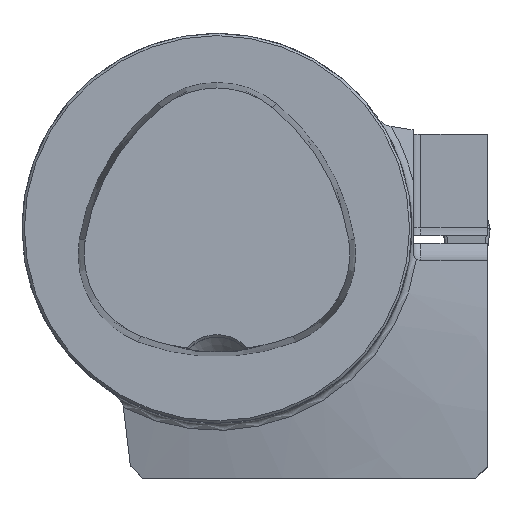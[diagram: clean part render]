
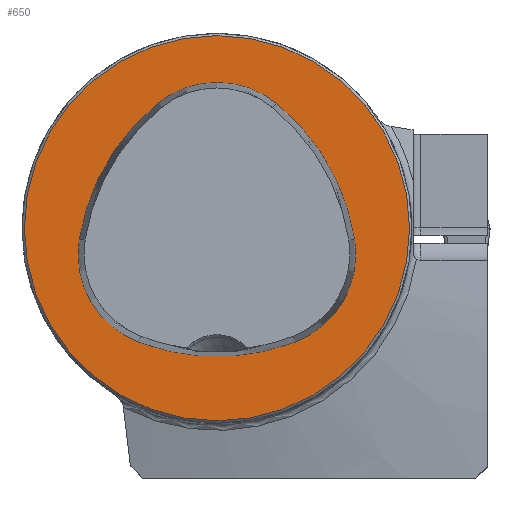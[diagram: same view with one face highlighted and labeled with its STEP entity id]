
A CAD part, top view. The second image highlights one B-rep face of the part: STEP entity #650.
In plain terms, the highlighted planar face has unit normal (0, 0, 1).
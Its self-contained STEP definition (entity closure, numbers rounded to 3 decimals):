
#111=FACE_BOUND('',#891,.T.);
#112=FACE_BOUND('',#892,.T.);
#174=PLANE('',#2322);
#650=ADVANCED_FACE('CU_FL_N1_SU_1',(#111,#112),#174,.T.);
#891=EDGE_LOOP('',(#1236,#1237,#1238,#1239,#1240,#1241));
#892=EDGE_LOOP('',(#1242));
#996=CIRCLE('',#2313,28.075);
#998=CIRCLE('',#2316,28.075);
#999=CIRCLE('',#2317,12.075);
#1000=CIRCLE('',#2318,12.075);
#1001=CIRCLE('',#2319,28.075);
#1002=CIRCLE('',#2320,12.075);
#1003=CIRCLE('',#2321,24.7);
#1236=ORIENTED_EDGE('',*,*,#2008,.F.);
#1237=ORIENTED_EDGE('',*,*,#2009,.F.);
#1238=ORIENTED_EDGE('',*,*,#2001,.F.);
#1239=ORIENTED_EDGE('',*,*,#2010,.F.);
#1240=ORIENTED_EDGE('',*,*,#2011,.F.);
#1241=ORIENTED_EDGE('',*,*,#2012,.F.);
#1242=ORIENTED_EDGE('',*,*,#2013,.T.);
#1767=VERTEX_POINT('',#3652);
#1768=VERTEX_POINT('',#3654);
#1774=VERTEX_POINT('',#3686);
#1775=VERTEX_POINT('',#3687);
#1776=VERTEX_POINT('',#3690);
#1777=VERTEX_POINT('',#3692);
#1778=VERTEX_POINT('',#3695);
#2001=EDGE_CURVE('',#1767,#1768,#996,.T.);
#2008=EDGE_CURVE('',#1774,#1775,#998,.T.);
#2009=EDGE_CURVE('',#1768,#1774,#999,.T.);
#2010=EDGE_CURVE('',#1776,#1767,#1000,.T.);
#2011=EDGE_CURVE('',#1777,#1776,#1001,.T.);
#2012=EDGE_CURVE('',#1775,#1777,#1002,.T.);
#2013=EDGE_CURVE('',#1778,#1778,#1003,.T.);
#2313=AXIS2_PLACEMENT_3D('',#3653,#2649,#2650);
#2316=AXIS2_PLACEMENT_3D('',#3685,#2656,#2657);
#2317=AXIS2_PLACEMENT_3D('',#3688,#2658,#2659);
#2318=AXIS2_PLACEMENT_3D('',#3689,#2660,#2661);
#2319=AXIS2_PLACEMENT_3D('',#3691,#2662,#2663);
#2320=AXIS2_PLACEMENT_3D('',#3693,#2664,#2665);
#2321=AXIS2_PLACEMENT_3D('',#3694,#2666,#2667);
#2322=AXIS2_PLACEMENT_3D('',#3696,#2668,#2669);
#2649=DIRECTION('',(0.,0.,1.));
#2650=DIRECTION('',(-1.,0.,0.));
#2656=DIRECTION('',(0.,0.,1.));
#2657=DIRECTION('',(-1.,0.,0.));
#2658=DIRECTION('',(0.,0.,1.));
#2659=DIRECTION('',(-1.,0.,0.));
#2660=DIRECTION('',(0.,0.,1.));
#2661=DIRECTION('',(-1.,0.,0.));
#2662=DIRECTION('',(0.,0.,1.));
#2663=DIRECTION('',(-1.,0.,0.));
#2664=DIRECTION('',(0.,0.,1.));
#2665=DIRECTION('',(-1.,0.,0.));
#2666=DIRECTION('',(0.,0.,1.));
#2667=DIRECTION('',(-1.,0.,0.));
#2668=DIRECTION('',(0.,0.,1.));
#2669=DIRECTION('',(-1.,0.,0.));
#3652=CARTESIAN_POINT('',(-10.05,-14.595,0.));
#3653=CARTESIAN_POINT('',(0.,11.62,0.));
#3654=CARTESIAN_POINT('',(10.05,-14.595,0.));
#3685=CARTESIAN_POINT('',(-10.078,-5.807,0.));
#3686=CARTESIAN_POINT('',(17.656,-1.443,0.));
#3687=CARTESIAN_POINT('',(7.606,15.999,0.));
#3688=CARTESIAN_POINT('',(5.727,-3.32,0.));
#3689=CARTESIAN_POINT('',(-5.727,-3.32,0.));
#3690=CARTESIAN_POINT('',(-17.656,-1.443,0.));
#3691=CARTESIAN_POINT('',(10.078,-5.807,0.));
#3692=CARTESIAN_POINT('',(-7.606,15.999,0.));
#3693=CARTESIAN_POINT('',(0.,6.62,0.));
#3694=CARTESIAN_POINT('',(0.,0.,0.));
#3695=CARTESIAN_POINT('',(-24.7,0.,0.));
#3696=CARTESIAN_POINT('',(0.,0.,0.));
